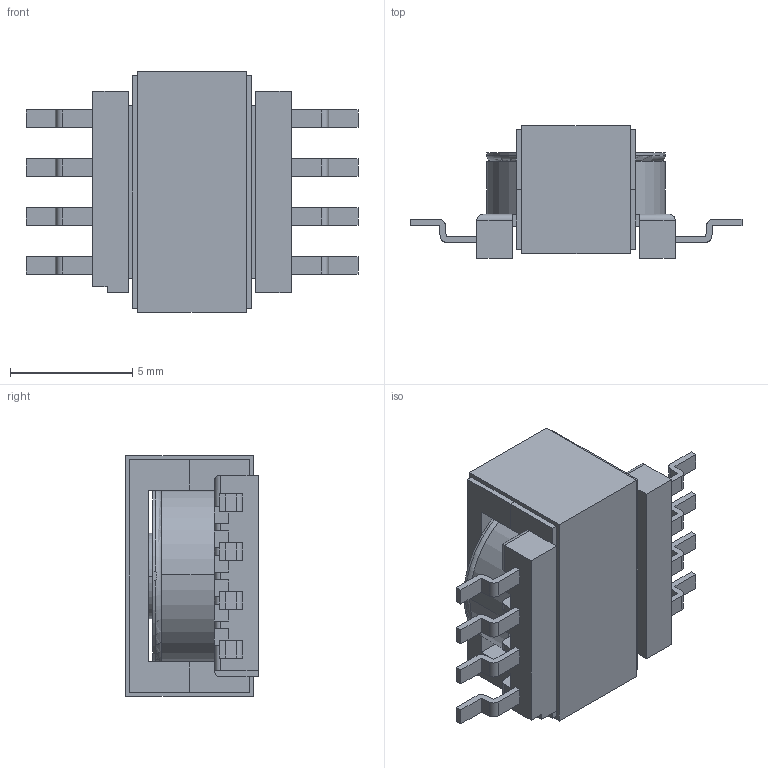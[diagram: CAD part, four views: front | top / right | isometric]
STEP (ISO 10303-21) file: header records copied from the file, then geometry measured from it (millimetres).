
FILE_DESCRIPTION (( 'STEP AP203' ), '1' );
FILE_NAME ('ER9.5_6245.STEP', '2021-06-29T21:13:35', ( '' ), ( '' ), 'SwSTEP 2.0', 'SolidWorks 2017', '' );
FILE_SCHEMA (( 'CONFIG_CONTROL_DESIGN' ));
Length unit declared in the file: millimetre
Products named in the file (5): 070-6245_6B; ER9.5_6245; 150-1188_6A; 070-6245_coil; 440-9989-1188
Assembly tree (5 placements, depth 2):
  ER9.5_6245
    070-6245_6B
    070-6245_coil
    150-1188_6A  x2
    440-9989-1188
Bounding box: 13.56 x 5.41 x 9.82 mm (x, y, z)
Volume: 297.2 mm3; surface area: 1102.3 mm2
Topology: 5 solids, 5 shells, 240 faces, 653 edges, 435 vertices
Faces by surface type: plane 182, cylinder 56, torus 2
Entity records: 7620 total; most frequent: CARTESIAN_POINT 1298, ORIENTED_EDGE 1222, DIRECTION 1170, EDGE_CURVE 611, LINE 500, VECTOR 500, VERTEX_POINT 407, AXIS2_PLACEMENT_3D 335
